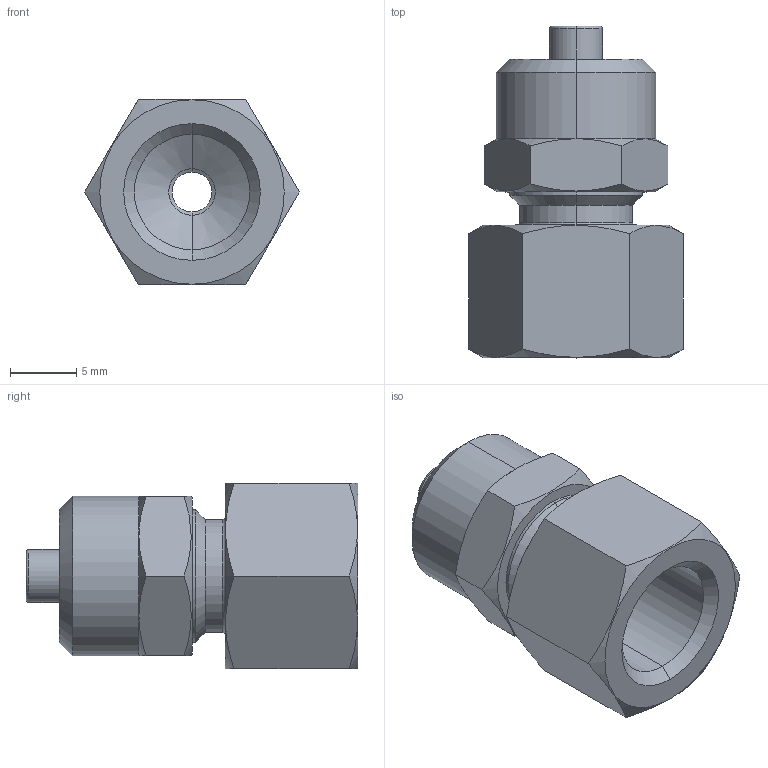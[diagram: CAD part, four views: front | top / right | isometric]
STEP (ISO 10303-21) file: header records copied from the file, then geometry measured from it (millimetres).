
FILE_DESCRIPTION(( 'MC.13.06.18.STEP' ), '1');
FILE_NAME( 'MC.13.06.18.STEP', '2018-11-12T09:02:30',( 'Sopra'),('sopra-pneumatic.com'), 'SwSTEP 2.0','SolidWorks 2009','' );
FILE_SCHEMA (( 'CONFIG_CONTROL_DESIGN' ));
Length unit declared in the file: millimetre
Products named in the file (1): 02030031
Bounding box: 16.17 x 25 x 14 mm (x, y, z)
Volume: 2322.2 mm3; surface area: 1811.5 mm2
Topology: 1 solids, 1 shells, 68 faces, 150 edges, 88 vertices
Faces by surface type: cone 28, cylinder 18, plane 18, torus 4
Entity records: 2101 total; most frequent: CARTESIAN_POINT 551, DIRECTION 314, ORIENTED_EDGE 300, EDGE_CURVE 150, AXIS2_PLACEMENT_3D 131, VERTEX_POINT 88, EDGE_LOOP 74, FACE_OUTER_BOUND 68
